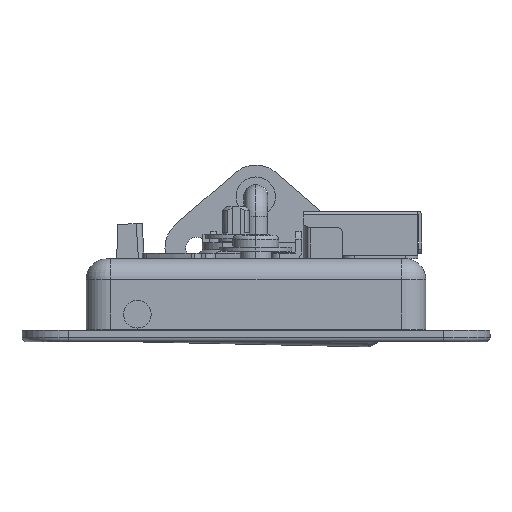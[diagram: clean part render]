
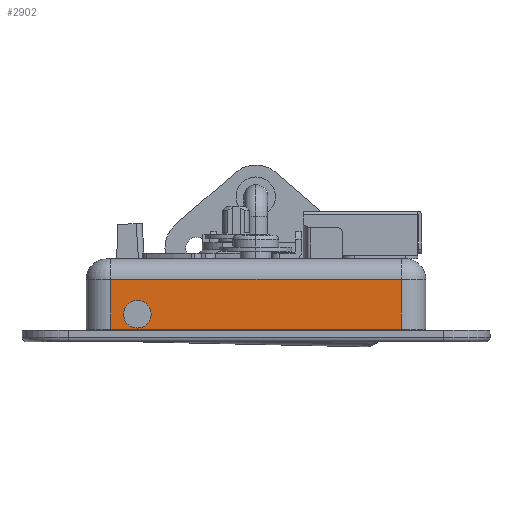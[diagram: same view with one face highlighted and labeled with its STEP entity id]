
A CAD part, left-side view. The second image highlights one B-rep face of the part: STEP entity #2902.
In plain terms, the highlighted face is planar.
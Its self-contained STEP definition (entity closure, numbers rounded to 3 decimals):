
#471 = EDGE_LOOP ( 'NONE', ( #2570, #2571 ) ) ;
#472 = EDGE_LOOP ( 'NONE', ( #2573, #2572, #2569, #2574 ) ) ;
#1158 = VERTEX_POINT ( 'NONE', #8487 ) ;
#1159 = VERTEX_POINT ( 'NONE', #8488 ) ;
#1915 = EDGE_CURVE ( 'NONE', #1159, #1158, #8904, .T. ) ;
#2477 = VERTEX_POINT ( 'NONE', #11962 ) ;
#2478 = VERTEX_POINT ( 'NONE', #11963 ) ;
#2481 = VERTEX_POINT ( 'NONE', #11966 ) ;
#2484 = VERTEX_POINT ( 'NONE', #11969 ) ;
#2569 = ORIENTED_EDGE ( 'NONE', *, *, #2991, .T. ) ;
#2570 = ORIENTED_EDGE ( 'NONE', *, *, #1915, .T. ) ;
#2571 = ORIENTED_EDGE ( 'NONE', *, *, #2996, .T. ) ;
#2572 = ORIENTED_EDGE ( 'NONE', *, *, #2997, .T. ) ;
#2573 = ORIENTED_EDGE ( 'NONE', *, *, #2995, .T. ) ;
#2574 = ORIENTED_EDGE ( 'NONE', *, *, #2858, .T. ) ;
#2858 = EDGE_CURVE ( 'NONE', #2478, #2477, #12416, .T. ) ;
#2902 = ADVANCED_FACE ( 'NONE', ( #13134, #13139 ), #12567, .F. ) ;
#2991 = EDGE_CURVE ( 'NONE', #2481, #2478, #12878, .T. ) ;
#2995 = EDGE_CURVE ( 'NONE', #2477, #2484, #12890, .T. ) ;
#2996 = EDGE_CURVE ( 'NONE', #1158, #1159, #11684, .T. ) ;
#2997 = EDGE_CURVE ( 'NONE', #2484, #2481, #12896, .T. ) ;
#8487 = CARTESIAN_POINT ( 'NONE',  ( 33., 0., 2.55 ) ) ;
#8488 = CARTESIAN_POINT ( 'NONE',  ( 33., 0., -2.55 ) ) ;
#8904 = CIRCLE ( 'NONE', #11317, 2.55 ) ;
#10562 = CARTESIAN_POINT ( 'NONE',  ( 33., 0., 0. ) ) ;
#10563 = DIRECTION ( 'NONE',  ( -1., 0., 0. ) ) ;
#10564 = DIRECTION ( 'NONE',  ( 0., 0., 1. ) ) ;
#11317 = AXIS2_PLACEMENT_3D ( 'NONE', #10562, #10563, #10564 ) ;
#11684 = CIRCLE ( 'NONE', #13324, 2.55 ) ;
#11881 = VECTOR ( 'NONE', #12418, 1000. ) ;
#11962 = CARTESIAN_POINT ( 'NONE',  ( 33., 6.75, -8.8 ) ) ;
#11963 = CARTESIAN_POINT ( 'NONE',  ( 33., -66.85, -8.8 ) ) ;
#11966 = CARTESIAN_POINT ( 'NONE',  ( 33., -66.85, 3.8 ) ) ;
#11969 = CARTESIAN_POINT ( 'NONE',  ( 33., 6.75, 3.8 ) ) ;
#12416 = LINE ( 'NONE', #12417, #11881 ) ;
#12417 = CARTESIAN_POINT ( 'NONE',  ( 33., 0., -8.8 ) ) ;
#12418 = DIRECTION ( 'NONE',  ( 0., 1., 0. ) ) ;
#12567 = PLANE ( 'NONE',  #13141 ) ;
#12568 = CARTESIAN_POINT ( 'NONE',  ( 33., 0., 0. ) ) ;
#12569 = DIRECTION ( 'NONE',  ( -1., 0., 0. ) ) ;
#12570 = DIRECTION ( 'NONE',  ( 0., 0., 1. ) ) ;
#12878 = LINE ( 'NONE', #12879, #13327 ) ;
#12879 = CARTESIAN_POINT ( 'NONE',  ( 33., -66.85, 0. ) ) ;
#12880 = DIRECTION ( 'NONE',  ( 0., 0., -1. ) ) ;
#12886 = CARTESIAN_POINT ( 'NONE',  ( 33., 0., 0. ) ) ;
#12890 = LINE ( 'NONE', #12891, #13332 ) ;
#12891 = CARTESIAN_POINT ( 'NONE',  ( 33., 6.75, 0. ) ) ;
#12892 = DIRECTION ( 'NONE',  ( 0., 0., 1. ) ) ;
#12893 = DIRECTION ( 'NONE',  ( -1., 0., 0. ) ) ;
#12894 = DIRECTION ( 'NONE',  ( 0., 0., 1. ) ) ;
#12896 = LINE ( 'NONE', #12897, #13334 ) ;
#12897 = CARTESIAN_POINT ( 'NONE',  ( 33., 0., 3.8 ) ) ;
#12898 = DIRECTION ( 'NONE',  ( 0., -1., 0. ) ) ;
#13134 = FACE_BOUND ( 'NONE', #471, .T. ) ;
#13139 = FACE_OUTER_BOUND ( 'NONE', #472, .T. ) ;
#13141 = AXIS2_PLACEMENT_3D ( 'NONE', #12568, #12569, #12570 ) ;
#13324 = AXIS2_PLACEMENT_3D ( 'NONE', #12886, #12893, #12894 ) ;
#13327 = VECTOR ( 'NONE', #12880, 1000. ) ;
#13332 = VECTOR ( 'NONE', #12892, 1000. ) ;
#13334 = VECTOR ( 'NONE', #12898, 1000. ) ;
